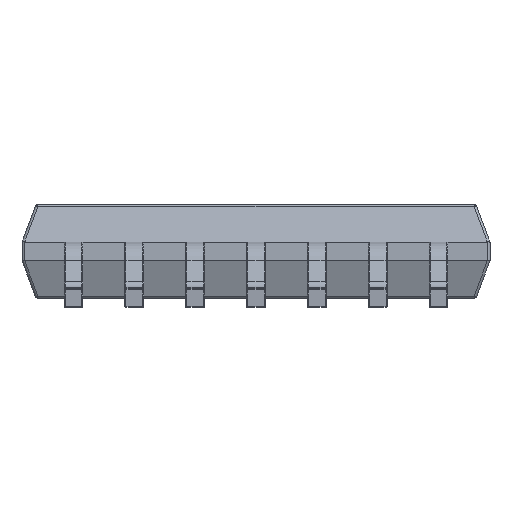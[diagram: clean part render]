
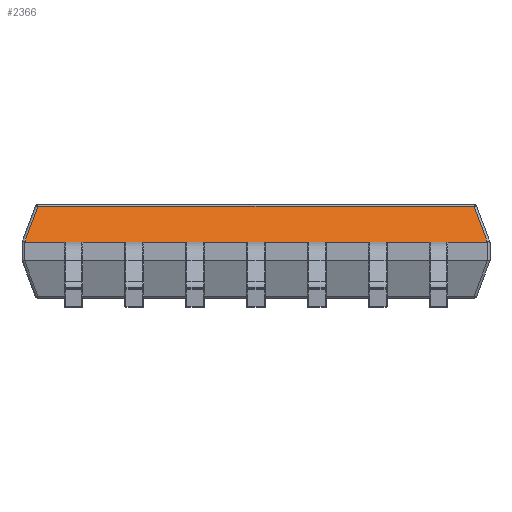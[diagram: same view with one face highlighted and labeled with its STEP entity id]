
A CAD part, front view. The second image highlights one B-rep face of the part: STEP entity #2366.
In plain terms, the highlighted planar face has unit normal (0, -0.936, 0.351).
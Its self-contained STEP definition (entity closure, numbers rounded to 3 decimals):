
#2056 = VERTEX_POINT('',#2057);
#2057 = CARTESIAN_POINT('',(2.47,-2.2,0.699));
#2063 = EDGE_CURVE('',#2056,#2064,#2066,.T.);
#2064 = VERTEX_POINT('',#2065);
#2065 = CARTESIAN_POINT('',(-2.47,-2.2,0.699));
#2066 = LINE('',#2067,#2068);
#2067 = CARTESIAN_POINT('',(-2.5,-2.2,0.699));
#2068 = VECTOR('',#2069,1.);
#2069 = DIRECTION('',(-1.,0.,0.));
#2366 = ADVANCED_FACE('',(#2367),#2410,.T.);
#2367 = FACE_BOUND('',#2368,.T.);
#2368 = EDGE_LOOP('',(#2369,#2370,#2379,#2387,#2395,#2403));
#2369 = ORIENTED_EDGE('',*,*,#2063,.F.);
#2370 = ORIENTED_EDGE('',*,*,#2371,.T.);
#2371 = EDGE_CURVE('',#2056,#2372,#2374,.T.);
#2372 = VERTEX_POINT('',#2373);
#2373 = CARTESIAN_POINT('',(2.472,-2.2,0.699
    ));
#2374 = ( BOUNDED_CURVE() B_SPLINE_CURVE(3,(#2375,#2376,#2377,#2378),
.UNSPECIFIED.,.F.,.F.) B_SPLINE_CURVE_WITH_KNOTS((4,4),(
    0.,0.062),.PIECEWISE_BEZIER_KNOTS.) 
CURVE() GEOMETRIC_REPRESENTATION_ITEM() RATIONAL_B_SPLINE_CURVE((1.,
1.,1.,1.)) REPRESENTATION_ITEM('') );
#2375 = CARTESIAN_POINT('',(2.47,-2.2,0.699));
#2376 = CARTESIAN_POINT('',(2.471,-2.2,0.699));
#2377 = CARTESIAN_POINT('',(2.471,-2.2,
    0.699));
#2378 = CARTESIAN_POINT('',(2.472,-2.2,0.699
    ));
#2379 = ORIENTED_EDGE('',*,*,#2380,.T.);
#2380 = EDGE_CURVE('',#2372,#2381,#2383,.T.);
#2381 = VERTEX_POINT('',#2382);
#2382 = CARTESIAN_POINT('',(2.329,-2.057,
    1.08));
#2383 = LINE('',#2384,#2385);
#2384 = CARTESIAN_POINT('',(2.067,-1.795,
    1.779));
#2385 = VECTOR('',#2386,1.);
#2386 = DIRECTION('',(-0.331,0.331,0.883));
#2387 = ORIENTED_EDGE('',*,*,#2388,.T.);
#2388 = EDGE_CURVE('',#2381,#2389,#2391,.T.);
#2389 = VERTEX_POINT('',#2390);
#2390 = CARTESIAN_POINT('',(-2.329,-2.057,
    1.08));
#2391 = LINE('',#2392,#2393);
#2392 = CARTESIAN_POINT('',(0.,-2.057,
    1.08));
#2393 = VECTOR('',#2394,1.);
#2394 = DIRECTION('',(-1.,0.,0.));
#2395 = ORIENTED_EDGE('',*,*,#2396,.T.);
#2396 = EDGE_CURVE('',#2389,#2397,#2399,.T.);
#2397 = VERTEX_POINT('',#2398);
#2398 = CARTESIAN_POINT('',(-2.472,-2.2,
    0.699));
#2399 = LINE('',#2400,#2401);
#2400 = CARTESIAN_POINT('',(-2.067,-1.795,
    1.779));
#2401 = VECTOR('',#2402,1.);
#2402 = DIRECTION('',(-0.331,-0.331,-0.883));
#2403 = ORIENTED_EDGE('',*,*,#2404,.T.);
#2404 = EDGE_CURVE('',#2397,#2064,#2405,.T.);
#2405 = ( BOUNDED_CURVE() B_SPLINE_CURVE(3,(#2406,#2407,#2408,#2409),
.UNSPECIFIED.,.F.,.F.) B_SPLINE_CURVE_WITH_KNOTS((4,4),(6.221,
6.283),.PIECEWISE_BEZIER_KNOTS.) CURVE() 
GEOMETRIC_REPRESENTATION_ITEM() RATIONAL_B_SPLINE_CURVE((1.,
1.,1.,1.)) REPRESENTATION_ITEM('') );
#2406 = CARTESIAN_POINT('',(-2.472,-2.2,
    0.699));
#2407 = CARTESIAN_POINT('',(-2.471,-2.2,
    0.699));
#2408 = CARTESIAN_POINT('',(-2.471,-2.2,0.699));
#2409 = CARTESIAN_POINT('',(-2.47,-2.2,0.699));
#2410 = PLANE('',#2411);
#2411 = AXIS2_PLACEMENT_3D('',#2412,#2413,#2414);
#2412 = CARTESIAN_POINT('',(0.,-2.05,1.099));
#2413 = DIRECTION('',(0.,-0.936,0.351)
  );
#2414 = DIRECTION('',(-1.,0.,0.));
